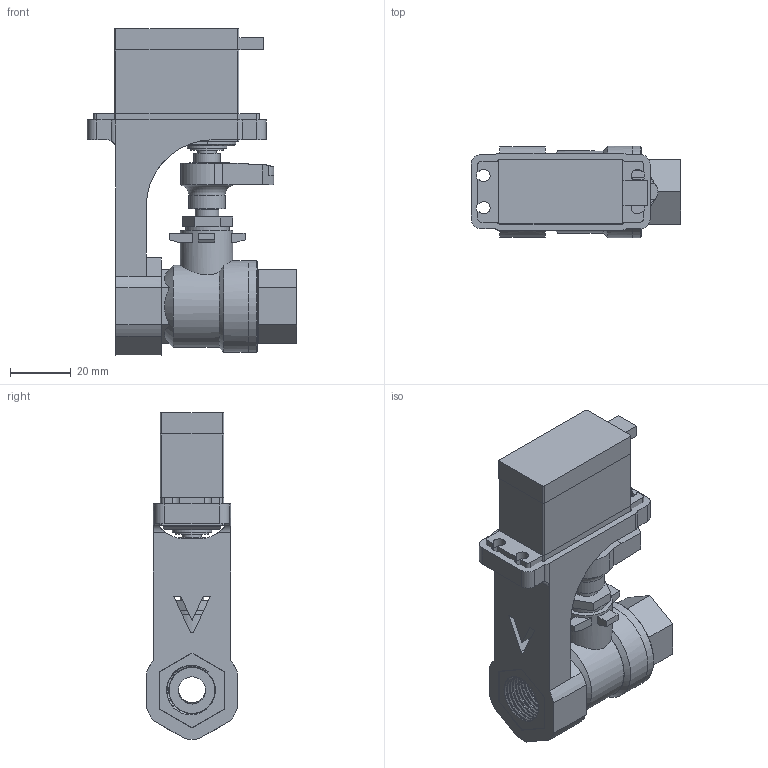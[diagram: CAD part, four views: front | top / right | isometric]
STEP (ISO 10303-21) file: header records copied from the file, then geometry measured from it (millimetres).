
FILE_DESCRIPTION(/* description */ (''),/* implementation_level */ '2;1');
FILE_NAME(/* name */ '3 8 Flow Control Valve.step',/* time_stamp */ '2020-10-28T15:38:34+11:00',/* author */ (''),/* organization */ (''),/* preprocessor_version */ 'ST-DEVELOPER v18.1',/* originating_system */ 'Autodesk Translation Framework v9.3.0.1241',/* authorisation */ '');
FILE_SCHEMA (('AUTOMOTIVE_DESIGN { 1 0 10303 214 3 1 1 }'));
Length unit declared in the file: millimetre
Products named in the file (11): 3 8 Flow Control Valve; PowerHD 20Kg 543015; Servo 20Kg; PowerHD Servo Horn (Half); Single Horn; 3 8 Two Piece Ball Valve BVS3B L T; 3/8 Two Piece Ball Valve BVS3B-L-T; Component2; valve; Horn Seat; Main Body
Assembly tree (10 placements, depth 3):
  3 8 Flow Control Valve
    PowerHD 20Kg 543015
      Servo 20Kg
    PowerHD Servo Horn (Half)
      Single Horn
    3 8 Two Piece Ball Valve BVS3B L T
      3/8 Two Piece Ball Valve BVS3B-L-T
      Component2
      valve
    Horn Seat
    Main Body
Bounding box: 68.9 x 30.15 x 107.39 mm (x, y, z)
Volume: 79528.2 mm3; surface area: 38772.9 mm2
Topology: 9 solids, 9 shells, 467 faces, 1270 edges, 837 vertices
Faces by surface type: plane 254, cylinder 156, bspline 51, cone 4, sphere 1, torus 1
Full cylindrical faces by diameter (mm): 1.5 x6, 3 x2, 5 x4, 6 x1, 6.6 x1, 7.5 x2, 7.85 x1, 8.6 x1, 8.961 x2, 9 x1, 10.6 x1, 12 x1, 13 x1, 14.25 x1, 14.3 x1, 15.6 x1, 16.662 x19, 17.3 x1, 27 x1, 30.15 x2
Entity records: 27385 total; most frequent: CARTESIAN_POINT 15645, ORIENTED_EDGE 2538, DIRECTION 2096, EDGE_CURVE 1269, VERTEX_POINT 837, LINE 774, VECTOR 774, AXIS2_PLACEMENT_3D 661
